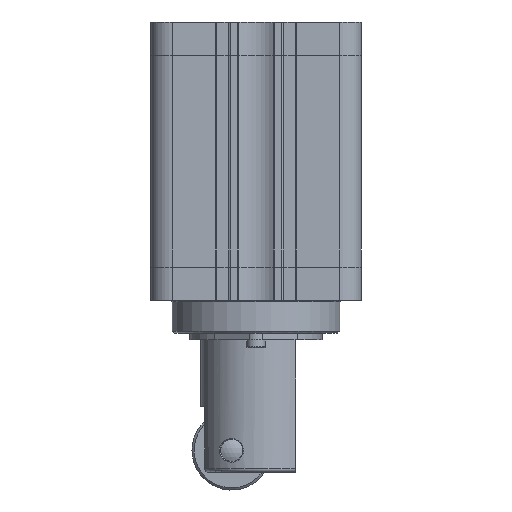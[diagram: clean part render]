
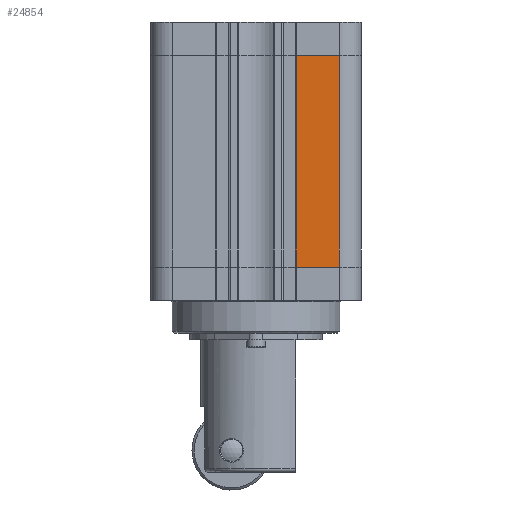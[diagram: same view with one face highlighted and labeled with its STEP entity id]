
A CAD part, front view. The second image highlights one B-rep face of the part: STEP entity #24854.
In plain terms, the highlighted planar face has unit normal (0, -1, 0).
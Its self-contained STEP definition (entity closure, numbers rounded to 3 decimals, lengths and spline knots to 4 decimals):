
#1297=PLANE($,#25765);
#2396=FACE_OUTER_BOUND($,#3841,.T.);
#3841=EDGE_LOOP($,(#20713,#20714,#20715,#20716));
#5646=LINE($,#46789,#7506);
#5699=LINE($,#47009,#7559);
#5726=LINE($,#47119,#7586);
#5728=LINE($,#47122,#7588);
#7506=VECTOR($,#28208,1.95);
#7559=VECTOR($,#28383,1.95);
#7586=VECTOR($,#28470,9.6);
#7588=VECTOR($,#28474,9.6);
#11211=VERTEX_POINT($,#46786);
#11212=VERTEX_POINT($,#46788);
#11317=VERTEX_POINT($,#47006);
#11318=VERTEX_POINT($,#47008);
#14504=EDGE_CURVE($,#11211,#11212,#5646,.T.);
#14615=EDGE_CURVE($,#11318,#11317,#5699,.T.);
#14671=EDGE_CURVE($,#11212,#11317,#5726,.T.);
#14673=EDGE_CURVE($,#11211,#11318,#5728,.T.);
#20713=ORIENTED_EDGE($,*,*,#14671,.F.);
#20714=ORIENTED_EDGE($,*,*,#14504,.F.);
#20715=ORIENTED_EDGE($,*,*,#14673,.T.);
#20716=ORIENTED_EDGE($,*,*,#14615,.T.);
#24854=ADVANCED_FACE($,(#2396),#1297,.T.);
#25765=AXIS2_PLACEMENT_3D($,#47121,#28472,#28473);
#28208=DIRECTION($,(-1.,0.,0.));
#28383=DIRECTION($,(-1.,0.,0.));
#28470=DIRECTION($,(0.,0.,1.));
#28472=DIRECTION('center_axis',(0.,-1.,0.));
#28473=DIRECTION('ref_axis',(0.,0.,-1.));
#28474=DIRECTION($,(0.,0.,1.));
#46786=CARTESIAN_POINT('',(3.775,-4.775,-9.4));
#46788=CARTESIAN_POINT('',(1.825,-4.775,-9.4));
#46789=CARTESIAN_POINT($,(3.775,-4.775,-9.4));
#47006=CARTESIAN_POINT('',(1.825,-4.775,0.2));
#47008=CARTESIAN_POINT('',(3.775,-4.775,0.2));
#47009=CARTESIAN_POINT($,(3.775,-4.775,0.2));
#47119=CARTESIAN_POINT($,(1.825,-4.775,-9.4));
#47121=CARTESIAN_POINT('Origin',(3.775,-4.775,-9.4));
#47122=CARTESIAN_POINT($,(3.775,-4.775,-9.4));
